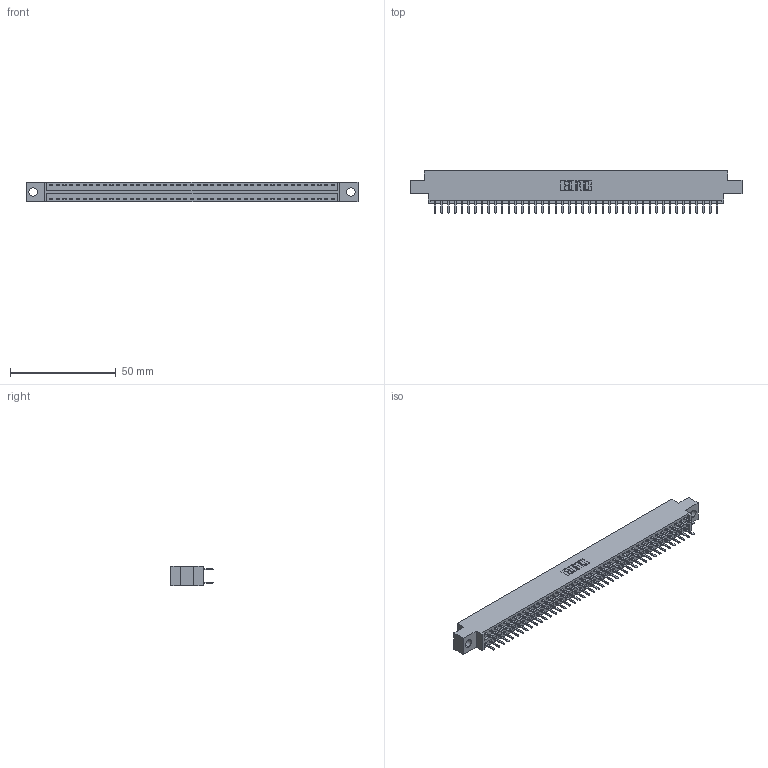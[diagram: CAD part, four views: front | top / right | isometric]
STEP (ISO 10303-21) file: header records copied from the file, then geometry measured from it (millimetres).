
FILE_DESCRIPTION (( 'STEP AP203' ), '1' );
FILE_NAME ('396-086-520-804.STEP', '2018-09-10T02:36:03', ( '' ), ( '' ), 'SwSTEP 2.0', 'SolidWorks 2016', '' );
FILE_SCHEMA (( 'CONFIG_CONTROL_DESIGN' ));
Length unit declared in the file: inch
Products named in the file (3): 346 Part_0.170 Offset - 0.156 Dia-TH; 345-292-001_345-293-120; 396-086-520-804
Assembly tree (87 placements, depth 2):
  396-086-520-804
    346 Part_0.170 Offset - 0.156 Dia-TH
    345-292-001_345-293-120  x86
Bounding box: 157.1 x 20.02 x 9.4 mm (x, y, z)
Volume: 15046.6 mm3; surface area: 20602.7 mm2
Topology: 87 solids, 87 shells, 4942 faces, 14359 edges, 9342 vertices
Faces by surface type: plane 3262, cylinder 1680
Entity records: 28177 total; most frequent: CARTESIAN_POINT 4656, ORIENTED_EDGE 4578, DIRECTION 4141, EDGE_CURVE 2289, LINE 1981, VECTOR 1981, VERTEX_POINT 1522, AXIS2_PLACEMENT_3D 1080
